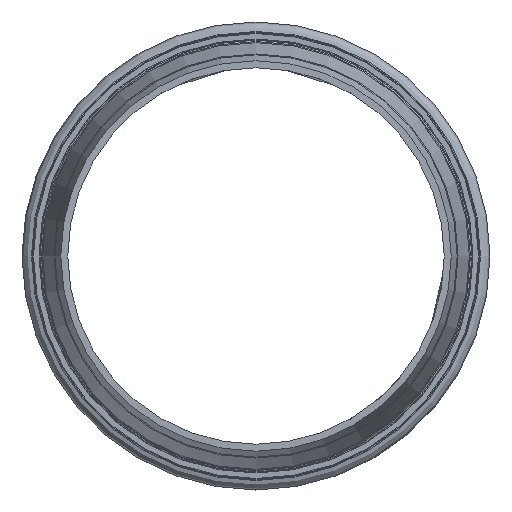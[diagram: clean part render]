
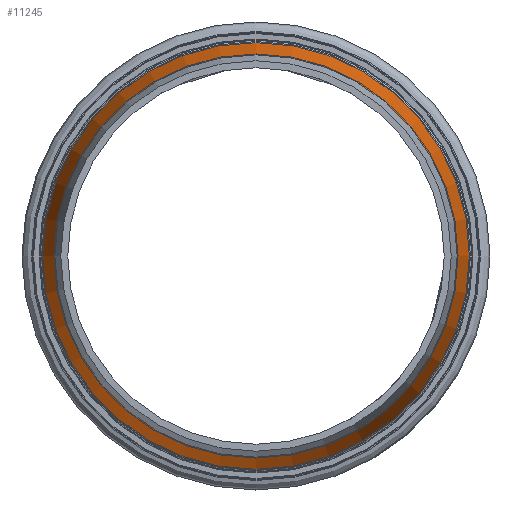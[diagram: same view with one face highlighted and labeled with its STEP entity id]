
A CAD part, front view. The second image highlights one B-rep face of the part: STEP entity #11245.
In plain terms, the highlighted conical face has half-angle 15 degrees and reference radius 56.675 mm.
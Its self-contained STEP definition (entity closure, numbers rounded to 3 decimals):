
#15=CONICAL_SURFACE('',#12265,56.675,0.262);
#648=CIRCLE('',#12264,58.35);
#649=CIRCLE('',#12266,55.);
#1423=FACE_OUTER_BOUND('',#1932,.T.);
#1932=EDGE_LOOP('',(#9023,#9024,#9025,#9026));
#2557=LINE('',#26902,#3164);
#3164=VECTOR('',#14764,56.675);
#5079=VERTEX_POINT('',#26896);
#5080=VERTEX_POINT('',#26900);
#6734=EDGE_CURVE('',#5079,#5079,#648,.T.);
#6736=EDGE_CURVE('',#5080,#5080,#649,.T.);
#6737=EDGE_CURVE('',#5080,#5079,#2557,.T.);
#9023=ORIENTED_EDGE('',*,*,#6736,.F.);
#9024=ORIENTED_EDGE('',*,*,#6737,.T.);
#9025=ORIENTED_EDGE('',*,*,#6734,.T.);
#9026=ORIENTED_EDGE('',*,*,#6737,.F.);
#11245=ADVANCED_FACE('',(#1423),#15,.T.);
#12264=AXIS2_PLACEMENT_3D('',#26897,#14757,#14758);
#12265=AXIS2_PLACEMENT_3D('',#26899,#14760,#14761);
#12266=AXIS2_PLACEMENT_3D('',#26901,#14762,#14763);
#14757=DIRECTION('center_axis',(0.,-1.,0.));
#14758=DIRECTION('ref_axis',(1.,0.,0.));
#14760=DIRECTION('center_axis',(0.,1.,0.));
#14761=DIRECTION('ref_axis',(-1.,0.,0.));
#14762=DIRECTION('center_axis',(0.,-1.,0.));
#14763=DIRECTION('ref_axis',(1.,0.,0.));
#14764=DIRECTION('',(0.259,0.966,0.));
#26896=CARTESIAN_POINT('',(58.35,-1.567,0.));
#26897=CARTESIAN_POINT('Origin',(0.,-1.567,0.));
#26899=CARTESIAN_POINT('Origin',(0.,-7.818,0.));
#26900=CARTESIAN_POINT('',(55.,-14.07,0.));
#26901=CARTESIAN_POINT('Origin',(0.,-14.07,0.));
#26902=CARTESIAN_POINT('',(56.675,-7.818,0.));
